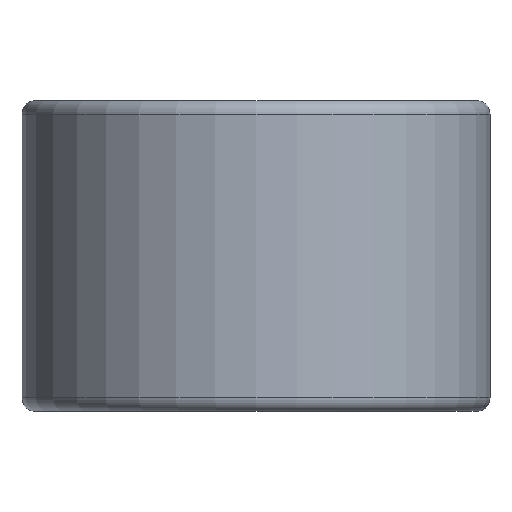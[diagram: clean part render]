
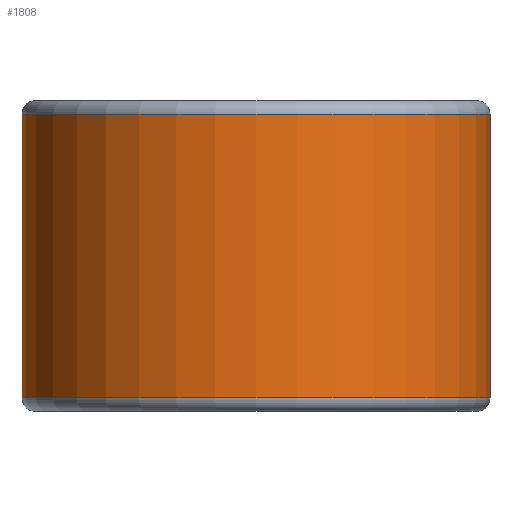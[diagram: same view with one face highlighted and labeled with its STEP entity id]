
A CAD part, front view. The second image highlights one B-rep face of the part: STEP entity #1808.
In plain terms, the highlighted cylindrical face has radius 13.094 mm (diameter 26.187 mm), a partial arc.
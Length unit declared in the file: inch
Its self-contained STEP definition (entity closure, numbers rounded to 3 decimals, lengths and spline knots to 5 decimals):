
#38 = EDGE_LOOP ( 'NONE', ( #1937, #1577, #1152, #2023 ) ) ;
#86 = CARTESIAN_POINT ( 'NONE',  ( 0.953, -1.343, -0.3125 ) ) ;
#103 = VECTOR ( 'NONE', #1314, 39.37008 ) ;
#139 = VERTEX_POINT ( 'NONE', #2038 ) ;
#184 = CARTESIAN_POINT ( 'NONE',  ( 0.4375, -1.343, -0.3125 ) ) ;
#191 = CIRCLE ( 'NONE', #952, 0.5155 ) ;
#241 = CARTESIAN_POINT ( 'NONE',  ( 0.4375, -1.343, 0.3125 ) ) ;
#323 = CYLINDRICAL_SURFACE ( 'NONE', #764, 0.5155 ) ;
#341 = EDGE_CURVE ( 'NONE', #139, #1087, #668, .T. ) ;
#401 = DIRECTION ( 'NONE',  ( 1., 0., 0. ) ) ;
#456 = DIRECTION ( 'NONE',  ( 1., 0., 0. ) ) ;
#498 = CARTESIAN_POINT ( 'NONE',  ( 0.4375, -1.343, 0. ) ) ;
#523 = CARTESIAN_POINT ( 'NONE',  ( -0.078, -1.343, -0.3125 ) ) ;
#544 = AXIS2_PLACEMENT_3D ( 'NONE', #184, #1669, #401 ) ;
#668 = LINE ( 'NONE', #1047, #1240 ) ;
#764 = AXIS2_PLACEMENT_3D ( 'NONE', #498, #913, #1962 ) ;
#913 = DIRECTION ( 'NONE',  ( 0., 0., 1. ) ) ;
#952 = AXIS2_PLACEMENT_3D ( 'NONE', #241, #1720, #456 ) ;
#1032 = VERTEX_POINT ( 'NONE', #86 ) ;
#1047 = CARTESIAN_POINT ( 'NONE',  ( -0.078, -1.343, 0.3125 ) ) ;
#1087 = VERTEX_POINT ( 'NONE', #523 ) ;
#1152 = ORIENTED_EDGE ( 'NONE', *, *, #1691, .F. ) ;
#1154 = VERTEX_POINT ( 'NONE', #2403 ) ;
#1240 = VECTOR ( 'NONE', #1285, 39.37008 ) ;
#1285 = DIRECTION ( 'NONE',  ( 0., 0., -1. ) ) ;
#1307 = CARTESIAN_POINT ( 'NONE',  ( 0.953, -1.343, 0. ) ) ;
#1314 = DIRECTION ( 'NONE',  ( 0., 0., 1. ) ) ;
#1374 = EDGE_CURVE ( 'NONE', #1087, #1032, #2068, .T. ) ;
#1577 = ORIENTED_EDGE ( 'NONE', *, *, #1879, .T. ) ;
#1669 = DIRECTION ( 'NONE',  ( 0., 0., 1. ) ) ;
#1691 = EDGE_CURVE ( 'NONE', #139, #1154, #191, .T. ) ;
#1720 = DIRECTION ( 'NONE',  ( 0., 0., 1. ) ) ;
#1804 = LINE ( 'NONE', #1307, #103 ) ;
#1808 = ADVANCED_FACE ( 'NONE', ( #2184 ), #323, .T. ) ;
#1879 = EDGE_CURVE ( 'NONE', #1032, #1154, #1804, .T. ) ;
#1937 = ORIENTED_EDGE ( 'NONE', *, *, #1374, .T. ) ;
#1962 = DIRECTION ( 'NONE',  ( 1., 0., 0. ) ) ;
#2023 = ORIENTED_EDGE ( 'NONE', *, *, #341, .T. ) ;
#2038 = CARTESIAN_POINT ( 'NONE',  ( -0.078, -1.343, 0.3125 ) ) ;
#2068 = CIRCLE ( 'NONE', #544, 0.5155 ) ;
#2184 = FACE_OUTER_BOUND ( 'NONE', #38, .T. ) ;
#2403 = CARTESIAN_POINT ( 'NONE',  ( 0.953, -1.343, 0.3125 ) ) ;
